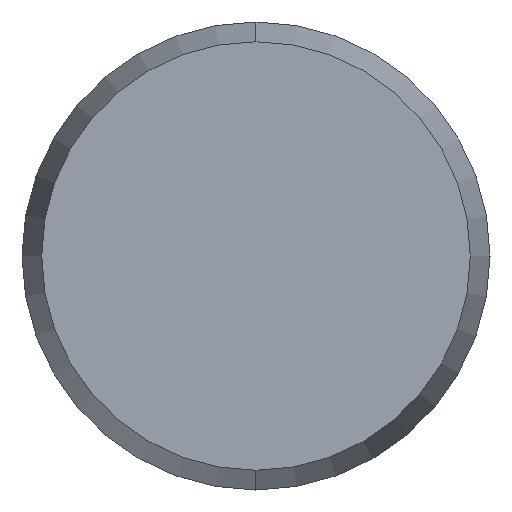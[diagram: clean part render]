
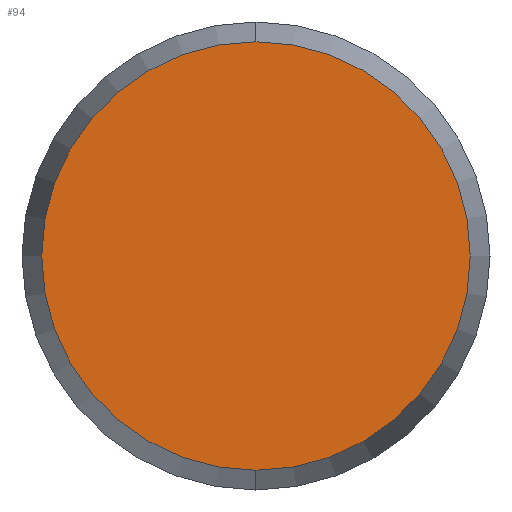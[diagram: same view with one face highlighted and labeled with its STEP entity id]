
A CAD part, left-side view. The second image highlights one B-rep face of the part: STEP entity #94.
In plain terms, the highlighted planar face has unit normal (-1, 0, 0).
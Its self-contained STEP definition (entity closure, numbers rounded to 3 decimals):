
#8 = EDGE_CURVE ( 'NONE', #251, #205, #157, .T. ) ;
#42 = CARTESIAN_POINT ( 'NONE',  ( 0., 0., -1.831 ) ) ;
#60 = AXIS2_PLACEMENT_3D ( 'NONE', #108, #206, #170 ) ;
#70 = CARTESIAN_POINT ( 'NONE',  ( 0., 0., 0. ) ) ;
#80 = DIRECTION ( 'NONE',  ( -1., 0., 0. ) ) ;
#93 = CIRCLE ( 'NONE', #122, 1.831 ) ;
#94 = ADVANCED_FACE ( 'NONE', ( #136 ), #114, .F. ) ;
#95 = DIRECTION ( 'NONE',  ( 0., 0., 1. ) ) ;
#108 = CARTESIAN_POINT ( 'NONE',  ( 0., 1.831, 0. ) ) ;
#114 = PLANE ( 'NONE',  #60 ) ;
#122 = AXIS2_PLACEMENT_3D ( 'NONE', #240, #219, #253 ) ;
#136 = FACE_OUTER_BOUND ( 'NONE', #199, .T. ) ;
#157 = CIRCLE ( 'NONE', #257, 1.831 ) ;
#170 = DIRECTION ( 'NONE',  ( 0., 0., -1. ) ) ;
#199 = EDGE_LOOP ( 'NONE', ( #255, #266 ) ) ;
#205 = VERTEX_POINT ( 'NONE', #223 ) ;
#206 = DIRECTION ( 'NONE',  ( 1., 0., 0. ) ) ;
#211 = EDGE_CURVE ( 'NONE', #205, #251, #93, .T. ) ;
#219 = DIRECTION ( 'NONE',  ( -1., 0., 0. ) ) ;
#223 = CARTESIAN_POINT ( 'NONE',  ( 0., 0., 1.831 ) ) ;
#240 = CARTESIAN_POINT ( 'NONE',  ( 0., 0., 0. ) ) ;
#251 = VERTEX_POINT ( 'NONE', #42 ) ;
#253 = DIRECTION ( 'NONE',  ( 0., 0., 1. ) ) ;
#255 = ORIENTED_EDGE ( 'NONE', *, *, #8, .T. ) ;
#257 = AXIS2_PLACEMENT_3D ( 'NONE', #70, #80, #95 ) ;
#266 = ORIENTED_EDGE ( 'NONE', *, *, #211, .T. ) ;
